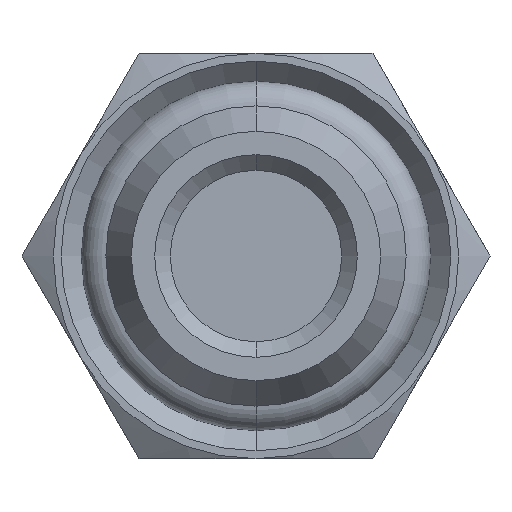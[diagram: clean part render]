
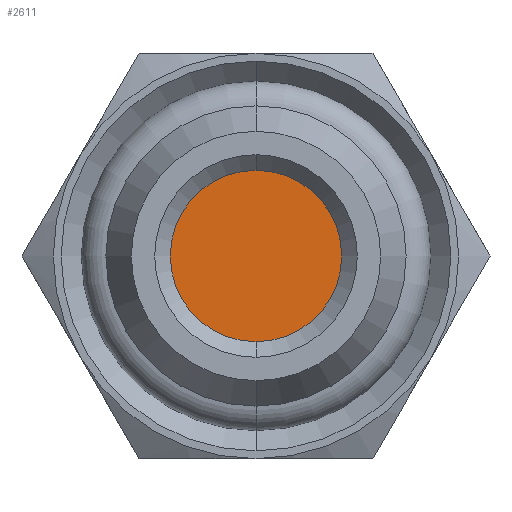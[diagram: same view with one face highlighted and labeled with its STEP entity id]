
A CAD part, front view. The second image highlights one B-rep face of the part: STEP entity #2611.
In plain terms, the highlighted planar face has unit normal (0, -1, 0).
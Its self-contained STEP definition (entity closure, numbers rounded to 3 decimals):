
#731 = CARTESIAN_POINT ( 'NONE',  ( 0., 1.003, 0. ) ) ;
#732 = DIRECTION ( 'NONE',  ( 0., 1., 0. ) ) ;
#733 = DIRECTION ( 'NONE',  ( 0., 0., -1. ) ) ;
#928 = AXIS2_PLACEMENT_3D ( 'NONE', #731, #732, #733 ) ;
#1166 = EDGE_CURVE ( 'NONE', #2338, #2342, #1743, .T. ) ;
#1374 = CARTESIAN_POINT ( 'NONE',  ( 0., 1.003, 0. ) ) ;
#1377 = PLANE ( 'NONE',  #2478 ) ;
#1379 = DIRECTION ( 'NONE',  ( 0., -1., 0. ) ) ;
#1380 = DIRECTION ( 'NONE',  ( 0., 0., -1. ) ) ;
#1479 = AXIS2_PLACEMENT_3D ( 'NONE', #3002, #3003, #3004 ) ;
#1743 = CIRCLE ( 'NONE', #1479, 2.75 ) ;
#1903 = FACE_OUTER_BOUND ( 'NONE', #3118, .T. ) ;
#1984 = CIRCLE ( 'NONE', #928, 2.75 ) ;
#2299 = ORIENTED_EDGE ( 'NONE', *, *, #1166, .F. ) ;
#2300 = ORIENTED_EDGE ( 'NONE', *, *, #2817, .F. ) ;
#2338 = VERTEX_POINT ( 'NONE', #2501 ) ;
#2342 = VERTEX_POINT ( 'NONE', #2505 ) ;
#2478 = AXIS2_PLACEMENT_3D ( 'NONE', #1374, #1379, #1380 ) ;
#2501 = CARTESIAN_POINT ( 'NONE',  ( 0., 1.003, -2.75 ) ) ;
#2505 = CARTESIAN_POINT ( 'NONE',  ( 0., 1.003, 2.75 ) ) ;
#2611 = ADVANCED_FACE ( 'NONE', ( #1903 ), #1377, .T. ) ;
#2817 = EDGE_CURVE ( 'NONE', #2342, #2338, #1984, .T. ) ;
#3002 = CARTESIAN_POINT ( 'NONE',  ( 0., 1.003, 0. ) ) ;
#3003 = DIRECTION ( 'NONE',  ( 0., 1., 0. ) ) ;
#3004 = DIRECTION ( 'NONE',  ( 0., 0., -1. ) ) ;
#3118 = EDGE_LOOP ( 'NONE', ( #2299, #2300 ) ) ;
